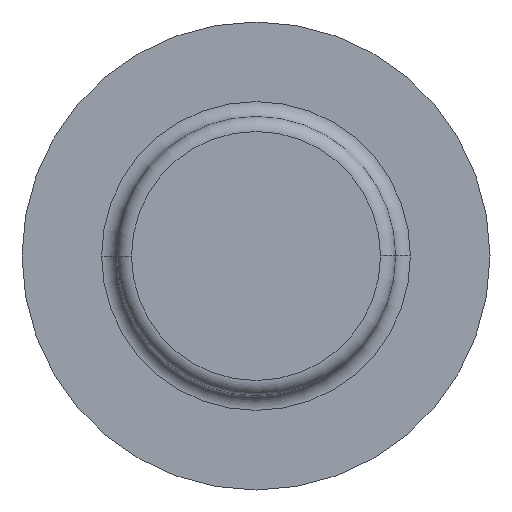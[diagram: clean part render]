
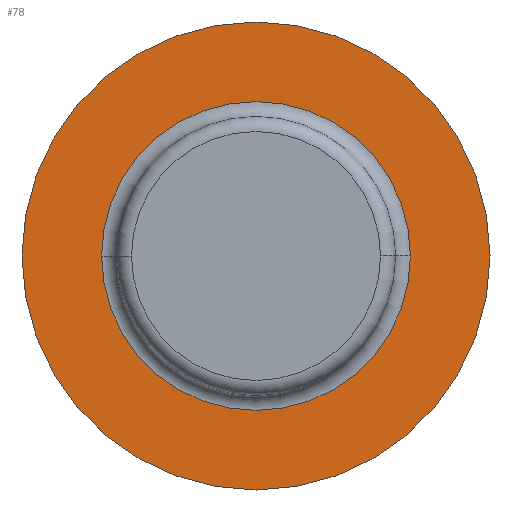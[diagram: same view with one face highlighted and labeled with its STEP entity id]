
A CAD part, front view. The second image highlights one B-rep face of the part: STEP entity #78.
In plain terms, the highlighted planar face has unit normal (0, -1, 0).
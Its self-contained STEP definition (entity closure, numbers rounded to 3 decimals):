
#3 = DIRECTION ( 'NONE',  ( 0., 1., 0. ) ) ;
#10 = AXIS2_PLACEMENT_3D ( 'NONE', #446, #295, #455 ) ;
#23 = CARTESIAN_POINT ( 'NONE',  ( 7.45, 13., 0. ) ) ;
#25 = CARTESIAN_POINT ( 'NONE',  ( 8.25, 13., 0. ) ) ;
#40 = AXIS2_PLACEMENT_3D ( 'NONE', #23, #182, #340 ) ;
#52 = EDGE_CURVE ( 'NONE', #406, #176, #386, .T. ) ;
#60 = VERTEX_POINT ( 'NONE', #220 ) ;
#78 = ADVANCED_FACE ( 'NONE', ( #101, #251 ), #255, .F. ) ;
#101 = FACE_BOUND ( 'NONE', #172, .T. ) ;
#104 = ORIENTED_EDGE ( 'NONE', *, *, #489, .F. ) ;
#112 = CIRCLE ( 'NONE', #495, 12.5 ) ;
#123 = DIRECTION ( 'NONE',  ( -1., 0., 0. ) ) ;
#141 = ORIENTED_EDGE ( 'NONE', *, *, #52, .T. ) ;
#147 = AXIS2_PLACEMENT_3D ( 'NONE', #399, #3, #123 ) ;
#172 = EDGE_LOOP ( 'NONE', ( #451, #141 ) ) ;
#176 = VERTEX_POINT ( 'NONE', #470 ) ;
#182 = DIRECTION ( 'NONE',  ( 0., 1., 0. ) ) ;
#184 = DIRECTION ( 'NONE',  ( -1., 0., 0. ) ) ;
#186 = EDGE_CURVE ( 'NONE', #176, #406, #370, .T. ) ;
#198 = CARTESIAN_POINT ( 'NONE',  ( 0., 13., 0. ) ) ;
#200 = DIRECTION ( 'NONE',  ( -1., 0., 0. ) ) ;
#220 = CARTESIAN_POINT ( 'NONE',  ( -12.5, 13., 0. ) ) ;
#226 = DIRECTION ( 'NONE',  ( 0., 1., 0. ) ) ;
#251 = FACE_OUTER_BOUND ( 'NONE', #259, .T. ) ;
#255 = PLANE ( 'NONE',  #40 ) ;
#259 = EDGE_LOOP ( 'NONE', ( #332, #104 ) ) ;
#260 = AXIS2_PLACEMENT_3D ( 'NONE', #198, #471, #200 ) ;
#295 = DIRECTION ( 'NONE',  ( 0., 1., 0. ) ) ;
#332 = ORIENTED_EDGE ( 'NONE', *, *, #429, .F. ) ;
#340 = DIRECTION ( 'NONE',  ( -1., 0., 0. ) ) ;
#369 = CIRCLE ( 'NONE', #147, 12.5 ) ;
#370 = CIRCLE ( 'NONE', #260, 8.25 ) ;
#386 = CIRCLE ( 'NONE', #10, 8.25 ) ;
#399 = CARTESIAN_POINT ( 'NONE',  ( 0., 13., 0. ) ) ;
#406 = VERTEX_POINT ( 'NONE', #25 ) ;
#427 = CARTESIAN_POINT ( 'NONE',  ( 12.5, 13., 0. ) ) ;
#429 = EDGE_CURVE ( 'NONE', #60, #454, #112, .T. ) ;
#446 = CARTESIAN_POINT ( 'NONE',  ( 0., 13., 0. ) ) ;
#451 = ORIENTED_EDGE ( 'NONE', *, *, #186, .T. ) ;
#454 = VERTEX_POINT ( 'NONE', #427 ) ;
#455 = DIRECTION ( 'NONE',  ( -1., 0., 0. ) ) ;
#461 = CARTESIAN_POINT ( 'NONE',  ( 0., 13., 0. ) ) ;
#470 = CARTESIAN_POINT ( 'NONE',  ( -8.25, 13., 0. ) ) ;
#471 = DIRECTION ( 'NONE',  ( 0., 1., 0. ) ) ;
#489 = EDGE_CURVE ( 'NONE', #454, #60, #369, .T. ) ;
#495 = AXIS2_PLACEMENT_3D ( 'NONE', #461, #226, #184 ) ;
